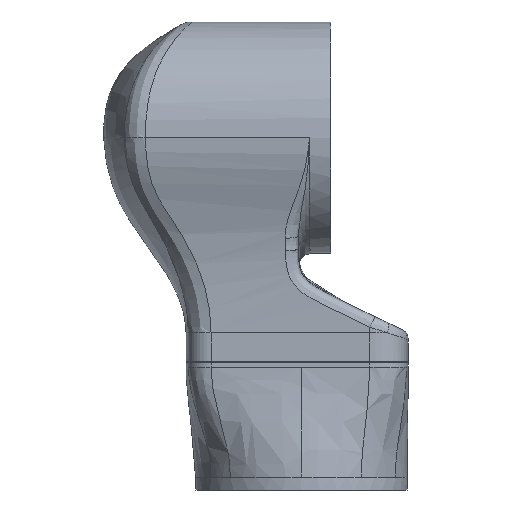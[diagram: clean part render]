
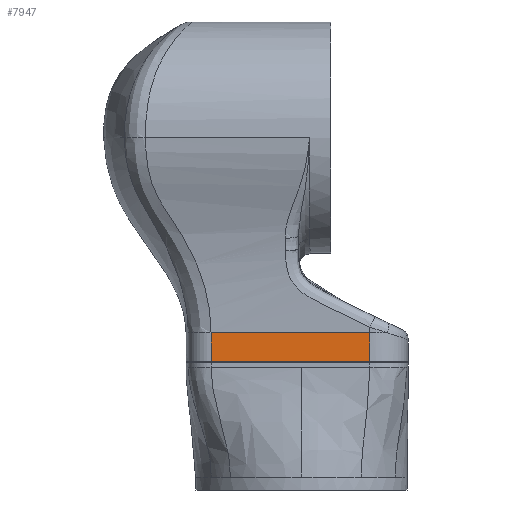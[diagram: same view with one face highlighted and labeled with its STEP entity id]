
A CAD part, left-side view. The second image highlights one B-rep face of the part: STEP entity #7947.
In plain terms, the highlighted face is planar.
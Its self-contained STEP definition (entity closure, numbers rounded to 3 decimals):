
#206=PLANE('',#8499);
#802=FACE_OUTER_BOUND('',#1258,.T.);
#1258=EDGE_LOOP('',(#6371,#6372,#6373,#6374));
#2051=LINE('',#18380,#2603);
#2083=LINE('',#25293,#2635);
#2084=LINE('',#25538,#2636);
#2087=LINE('',#25559,#2639);
#2603=VECTOR('',#9538,20.);
#2635=VECTOR('',#9672,20.);
#2636=VECTOR('',#9675,111.127);
#2639=VECTOR('',#9682,111.127);
#3563=VERTEX_POINT('',#18377);
#3564=VERTEX_POINT('',#18379);
#3665=VERTEX_POINT('',#21989);
#3676=VERTEX_POINT('',#25291);
#4519=EDGE_CURVE('',#3564,#3563,#2051,.T.);
#4666=EDGE_CURVE('',#3676,#3665,#2083,.T.);
#4669=EDGE_CURVE('',#3665,#3563,#2084,.T.);
#4672=EDGE_CURVE('',#3676,#3564,#2087,.T.);
#6371=ORIENTED_EDGE('',*,*,#4519,.T.);
#6372=ORIENTED_EDGE('',*,*,#4669,.F.);
#6373=ORIENTED_EDGE('',*,*,#4666,.F.);
#6374=ORIENTED_EDGE('',*,*,#4672,.T.);
#7947=ADVANCED_FACE('',(#802),#206,.T.);
#8499=AXIS2_PLACEMENT_3D('',#25558,#9680,#9681);
#9538=DIRECTION('',(0.,1.,0.));
#9672=DIRECTION('',(0.,1.,0.));
#9675=DIRECTION('',(0.,0.,-1.));
#9680=DIRECTION('center_axis',(1.,0.,0.));
#9681=DIRECTION('ref_axis',(0.,0.,-1.));
#9682=DIRECTION('',(0.,0.,-1.));
#18377=CARTESIAN_POINT('',(23.682,-98.754,-79.744));
#18379=CARTESIAN_POINT('',(23.682,-118.754,-79.744));
#18380=CARTESIAN_POINT('',(23.682,-118.754,-79.744));
#21989=CARTESIAN_POINT('',(23.682,-98.754,31.382));
#25291=CARTESIAN_POINT('',(23.682,-118.754,31.382));
#25293=CARTESIAN_POINT('',(23.682,-118.754,31.382));
#25538=CARTESIAN_POINT('',(23.682,-98.754,31.382));
#25558=CARTESIAN_POINT('Origin',(23.682,-108.754,-24.181));
#25559=CARTESIAN_POINT('',(23.682,-118.754,31.382));
